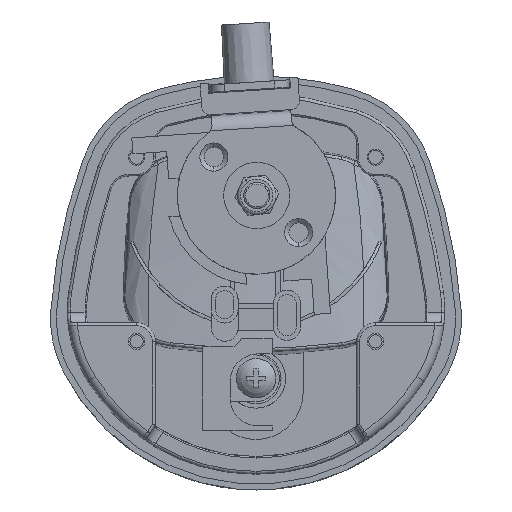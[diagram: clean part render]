
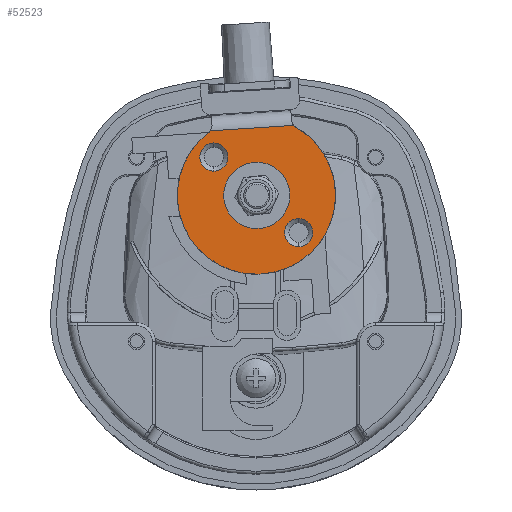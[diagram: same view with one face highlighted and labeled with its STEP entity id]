
A CAD part, front view. The second image highlights one B-rep face of the part: STEP entity #52523.
In plain terms, the highlighted planar face has unit normal (0, -1, 0).
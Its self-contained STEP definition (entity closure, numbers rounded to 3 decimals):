
#63 = VECTOR ( 'NONE', #22514, 1000. ) ;
#1093 = DIRECTION ( 'NONE',  ( 0., 0., 1. ) ) ;
#1964 = CARTESIAN_POINT ( 'NONE',  ( -15.471, -55.5, 33.683 ) ) ;
#2733 = VERTEX_POINT ( 'NONE', #33133 ) ;
#3006 = CIRCLE ( 'NONE', #9236, 26.7 ) ;
#3048 = DIRECTION ( 'NONE',  ( 0., 0., 1. ) ) ;
#3267 = VERTEX_POINT ( 'NONE', #34165 ) ;
#3908 = CARTESIAN_POINT ( 'NONE',  ( 0.269, -55.5, 0.53 ) ) ;
#5393 = LINE ( 'NONE', #52862, #63 ) ;
#5579 = DIRECTION ( 'NONE',  ( 0., 0., 1. ) ) ;
#7694 = EDGE_CURVE ( 'NONE', #24831, #20888, #57034, .T. ) ;
#7862 = CARTESIAN_POINT ( 'NONE',  ( 3.611, -55.5, -41.519 ) ) ;
#8675 = CARTESIAN_POINT ( 'NONE',  ( -14.729, -55.5, 32.625 ) ) ;
#9006 = DIRECTION ( 'NONE',  ( 0., 0., 1. ) ) ;
#9236 = AXIS2_PLACEMENT_3D ( 'NONE', #48757, #20378, #9006 ) ;
#10625 = CIRCLE ( 'NONE', #52727, 4.775 ) ;
#11209 = AXIS2_PLACEMENT_3D ( 'NONE', #39079, #57609, #1093 ) ;
#11562 = CARTESIAN_POINT ( 'NONE',  ( 1.94, -55.5, -14.872 ) ) ;
#11610 = CIRCLE ( 'NONE', #13715, 4.775 ) ;
#11749 = AXIS2_PLACEMENT_3D ( 'NONE', #29753, #24044, #12935 ) ;
#12805 = EDGE_CURVE ( 'NONE', #2733, #24831, #50501, .T. ) ;
#12935 = DIRECTION ( 'NONE',  ( 0., 0., 1. ) ) ;
#13430 = CIRCLE ( 'NONE', #27333, 4.775 ) ;
#13715 = AXIS2_PLACEMENT_3D ( 'NONE', #33303, #32340, #61433 ) ;
#14777 = DIRECTION ( 'NONE',  ( 0., 0., 1. ) ) ;
#15510 = DIRECTION ( 'NONE',  ( 0., 0., 1. ) ) ;
#16800 = EDGE_CURVE ( 'NONE', #72962, #60685, #10625, .T. ) ;
#17572 = ORIENTED_EDGE ( 'NONE', *, *, #22951, .T. ) ;
#17896 = CARTESIAN_POINT ( 'NONE',  ( -14.283, -55.5, 29.552 ) ) ;
#17979 = ORIENTED_EDGE ( 'NONE', *, *, #64995, .T. ) ;
#18023 = CARTESIAN_POINT ( 'NONE',  ( 0.037, -55.5, 11.761 ) ) ;
#18666 = ORIENTED_EDGE ( 'NONE', *, *, #7694, .T. ) ;
#19790 = PLANE ( 'NONE',  #60394 ) ;
#20378 = DIRECTION ( 'NONE',  ( 0., -1., 0. ) ) ;
#20888 = VERTEX_POINT ( 'NONE', #61207 ) ;
#21282 = CARTESIAN_POINT ( 'NONE',  ( 0.269, -55.5, 11.776 ) ) ;
#22306 = VERTEX_POINT ( 'NONE', #31297 ) ;
#22329 = VERTEX_POINT ( 'NONE', #23125 ) ;
#22514 = DIRECTION ( 'NONE',  ( 0.998, 0., 0.065 ) ) ;
#22791 = VERTEX_POINT ( 'NONE', #28985 ) ;
#22951 = EDGE_CURVE ( 'NONE', #60685, #72962, #11610, .T. ) ;
#23084 = CIRCLE ( 'NONE', #58548, 11.246 ) ;
#23125 = CARTESIAN_POINT ( 'NONE',  ( -16.103, -55.5, 33.03 ) ) ;
#23378 = CARTESIAN_POINT ( 'NONE',  ( 14.462, -55.5, -5.615 ) ) ;
#24044 = DIRECTION ( 'NONE',  ( 0., 1., 0. ) ) ;
#24831 = VERTEX_POINT ( 'NONE', #11562 ) ;
#25891 = EDGE_CURVE ( 'NONE', #45578, #29852, #5393, .T. ) ;
#26158 = CARTESIAN_POINT ( 'NONE',  ( 0.269, -55.5, 11.776 ) ) ;
#26732 = EDGE_CURVE ( 'NONE', #45578, #22329, #52955, .T. ) ;
#26894 = AXIS2_PLACEMENT_3D ( 'NONE', #18023, #29182, #63944 ) ;
#26923 = EDGE_LOOP ( 'NONE', ( #59900, #31791 ) ) ;
#27098 = ORIENTED_EDGE ( 'NONE', *, *, #12805, .T. ) ;
#27333 = AXIS2_PLACEMENT_3D ( 'NONE', #32326, #60673, #15510 ) ;
#28985 = CARTESIAN_POINT ( 'NONE',  ( 0.037, -55.5, -14.939 ) ) ;
#29182 = DIRECTION ( 'NONE',  ( 0., -1., 0. ) ) ;
#29230 = DIRECTION ( 'NONE',  ( 0., 1., 0. ) ) ;
#29753 = CARTESIAN_POINT ( 'NONE',  ( 15.014, -55.5, 37.557 ) ) ;
#29852 = VERTEX_POINT ( 'NONE', #48393 ) ;
#29883 = DIRECTION ( 'NONE',  ( 0., 1., 0. ) ) ;
#31279 = ORIENTED_EDGE ( 'NONE', *, *, #38862, .T. ) ;
#31297 = CARTESIAN_POINT ( 'NONE',  ( 0.269, -55.5, 23.022 ) ) ;
#31424 = FACE_BOUND ( 'NONE', #44231, .T. ) ;
#31666 = DIRECTION ( 'NONE',  ( 0., 1., 0. ) ) ;
#31791 = ORIENTED_EDGE ( 'NONE', *, *, #37460, .T. ) ;
#31931 = CIRCLE ( 'NONE', #26894, 26.7 ) ;
#32326 = CARTESIAN_POINT ( 'NONE',  ( -14.283, -55.5, 24.777 ) ) ;
#32340 = DIRECTION ( 'NONE',  ( 0., 1., 0. ) ) ;
#32408 = DIRECTION ( 'NONE',  ( 0., 0., 1. ) ) ;
#33133 = CARTESIAN_POINT ( 'NONE',  ( 1.824, -55.5, -14.879 ) ) ;
#33303 = CARTESIAN_POINT ( 'NONE',  ( 14.462, -55.5, -0.84 ) ) ;
#33308 = DIRECTION ( 'NONE',  ( 0., 0., 1. ) ) ;
#33539 = CARTESIAN_POINT ( 'NONE',  ( -17.916, -55.5, 35.42 ) ) ;
#34165 = CARTESIAN_POINT ( 'NONE',  ( -14.283, -55.5, 20.002 ) ) ;
#34810 = EDGE_LOOP ( 'NONE', ( #17979, #31279, #27098, #18666, #51817, #36312, #57672 ) ) ;
#34936 = DIRECTION ( 'NONE',  ( 0., 1., 0. ) ) ;
#35467 = EDGE_CURVE ( 'NONE', #3267, #66473, #36499, .T. ) ;
#36312 = ORIENTED_EDGE ( 'NONE', *, *, #25891, .F. ) ;
#36499 = CIRCLE ( 'NONE', #44260, 4.775 ) ;
#36602 = EDGE_CURVE ( 'NONE', #45787, #22306, #56796, .T. ) ;
#37460 = EDGE_CURVE ( 'NONE', #66473, #3267, #13430, .T. ) ;
#38862 = EDGE_CURVE ( 'NONE', #22791, #2733, #31931, .T. ) ;
#39010 = EDGE_CURVE ( 'NONE', #22306, #45787, #23084, .T. ) ;
#39079 = CARTESIAN_POINT ( 'NONE',  ( 0.269, -55.5, 11.776 ) ) ;
#44231 = EDGE_LOOP ( 'NONE', ( #66157, #56902 ) ) ;
#44260 = AXIS2_PLACEMENT_3D ( 'NONE', #51670, #29230, #58062 ) ;
#45578 = VERTEX_POINT ( 'NONE', #1964 ) ;
#45762 = CARTESIAN_POINT ( 'NONE',  ( 14.462, -55.5, -0.84 ) ) ;
#45787 = VERTEX_POINT ( 'NONE', #3908 ) ;
#46383 = FACE_BOUND ( 'NONE', #46449, .T. ) ;
#46449 = EDGE_LOOP ( 'NONE', ( #68874, #17572 ) ) ;
#48393 = CARTESIAN_POINT ( 'NONE',  ( 12.814, -55.5, 35.518 ) ) ;
#48757 = CARTESIAN_POINT ( 'NONE',  ( 0.037, -55.5, 11.761 ) ) ;
#50501 = CIRCLE ( 'NONE', #68229, 26.7 ) ;
#51670 = CARTESIAN_POINT ( 'NONE',  ( -14.283, -55.5, 24.777 ) ) ;
#51817 = ORIENTED_EDGE ( 'NONE', *, *, #53044, .T. ) ;
#52523 = ADVANCED_FACE ( 'NONE', ( #61419, #46383, #31424, #53500 ), #19790, .F. ) ;
#52727 = AXIS2_PLACEMENT_3D ( 'NONE', #45762, #34936, #5579 ) ;
#52862 = CARTESIAN_POINT ( 'NONE',  ( -14.8, -55.5, 33.726 ) ) ;
#52955 = CIRCLE ( 'NONE', #70098, 3. ) ;
#53044 = EDGE_CURVE ( 'NONE', #20888, #29852, #58735, .T. ) ;
#53500 = FACE_OUTER_BOUND ( 'NONE', #34810, .T. ) ;
#56796 = CIRCLE ( 'NONE', #11209, 11.246 ) ;
#56902 = ORIENTED_EDGE ( 'NONE', *, *, #36602, .F. ) ;
#57034 = CIRCLE ( 'NONE', #63328, 26.7 ) ;
#57609 = DIRECTION ( 'NONE',  ( 0., -1., 0. ) ) ;
#57672 = ORIENTED_EDGE ( 'NONE', *, *, #26732, .T. ) ;
#58062 = DIRECTION ( 'NONE',  ( 0., 0., 1. ) ) ;
#58548 = AXIS2_PLACEMENT_3D ( 'NONE', #26158, #65896, #14777 ) ;
#58735 = CIRCLE ( 'NONE', #11749, 3. ) ;
#59900 = ORIENTED_EDGE ( 'NONE', *, *, #35467, .T. ) ;
#60274 = DIRECTION ( 'NONE',  ( 0., -1., 0. ) ) ;
#60394 = AXIS2_PLACEMENT_3D ( 'NONE', #8675, #31666, #3048 ) ;
#60673 = DIRECTION ( 'NONE',  ( 0., 1., 0. ) ) ;
#60685 = VERTEX_POINT ( 'NONE', #64197 ) ;
#61207 = CARTESIAN_POINT ( 'NONE',  ( 13.525, -55.5, 34.953 ) ) ;
#61419 = FACE_BOUND ( 'NONE', #26923, .T. ) ;
#61433 = DIRECTION ( 'NONE',  ( 0., 0., 1. ) ) ;
#63189 = DIRECTION ( 'NONE',  ( 0., 0., 1. ) ) ;
#63328 = AXIS2_PLACEMENT_3D ( 'NONE', #21282, #60274, #32408 ) ;
#63944 = DIRECTION ( 'NONE',  ( 0., 0., 1. ) ) ;
#64197 = CARTESIAN_POINT ( 'NONE',  ( 14.462, -55.5, 3.935 ) ) ;
#64995 = EDGE_CURVE ( 'NONE', #22329, #22791, #3006, .T. ) ;
#65896 = DIRECTION ( 'NONE',  ( 0., -1., 0. ) ) ;
#66157 = ORIENTED_EDGE ( 'NONE', *, *, #39010, .F. ) ;
#66473 = VERTEX_POINT ( 'NONE', #17896 ) ;
#66648 = DIRECTION ( 'NONE',  ( 0., 1., 0. ) ) ;
#68229 = AXIS2_PLACEMENT_3D ( 'NONE', #7862, #29883, #63189 ) ;
#68874 = ORIENTED_EDGE ( 'NONE', *, *, #16800, .T. ) ;
#70098 = AXIS2_PLACEMENT_3D ( 'NONE', #33539, #66648, #33308 ) ;
#72962 = VERTEX_POINT ( 'NONE', #23378 ) ;
